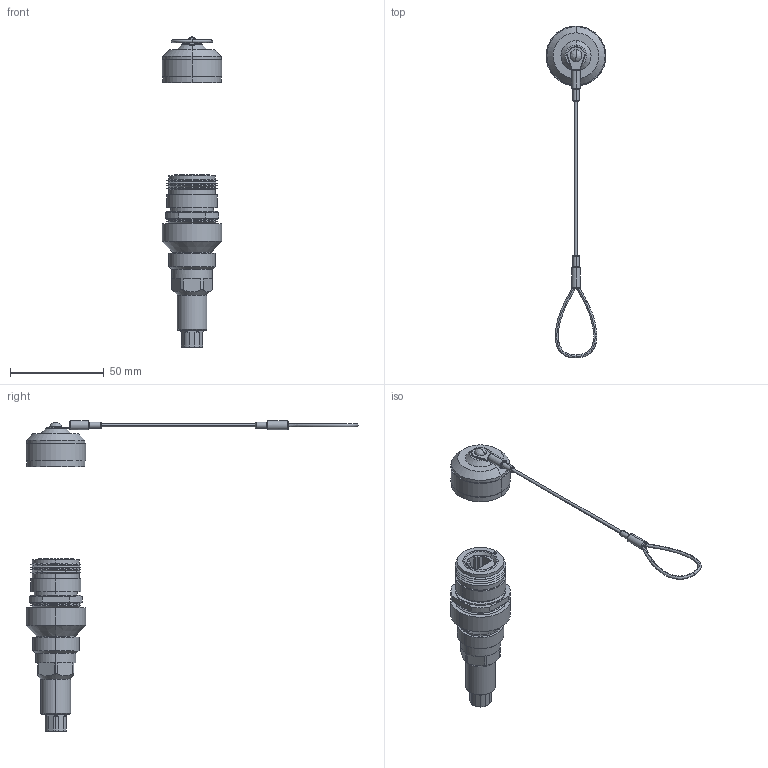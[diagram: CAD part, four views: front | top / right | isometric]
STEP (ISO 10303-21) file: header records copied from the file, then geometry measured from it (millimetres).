
FILE_DESCRIPTION (( 'STEP AP214' ), '1' );
FILE_NAME ('ECRP5103UA0.STEP', '2012-11-07T15:52:13', ( 'x' ), ( '' ), 'SwSTEP 2.0', 'SolidWorks 2012', '' );
FILE_SCHEMA (( 'AUTOMOTIVE_DESIGN' ));
Length unit declared in the file: inch
Products named in the file (9): ECRP5103UA0-MA7; ECRP5103UA0; ECRP5103UA0-MA1; ECRP5103UA0-MA2; ECRP5103UA0-MA3; ECRP5103UA0-MA4; ECRP5103UA0-MA5; ECRP5103UA0-MA6; ECRP5103UA0-MA8
Assembly tree (8 placements, depth 2):
  ECRP5103UA0
    ECRP5103UA0-MA1
    ECRP5103UA0-MA2
    ECRP5103UA0-MA3
    ECRP5103UA0-MA4
    ECRP5103UA0-MA5
    ECRP5103UA0-MA6
    ECRP5103UA0-MA7
    ECRP5103UA0-MA8
Bounding box: 31.75 x 176.85 x 165.22 mm (x, y, z)
Volume: 34217.9 mm3; surface area: 26115.1 mm2
Topology: 9 solids, 9 shells, 475 faces, 1093 edges, 662 vertices
Faces by surface type: plane 167, cylinder 138, cone 138, torus 24, bspline 8
Entity records: 17599 total; most frequent: CARTESIAN_POINT 3285, DIRECTION 2414, ORIENTED_EDGE 2182, EDGE_CURVE 1091, AXIS2_PLACEMENT_3D 917, VERTEX_POINT 662, LINE 580, VECTOR 580
